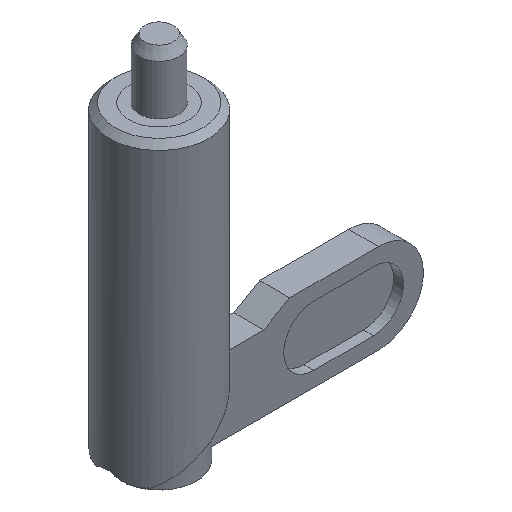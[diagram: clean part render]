
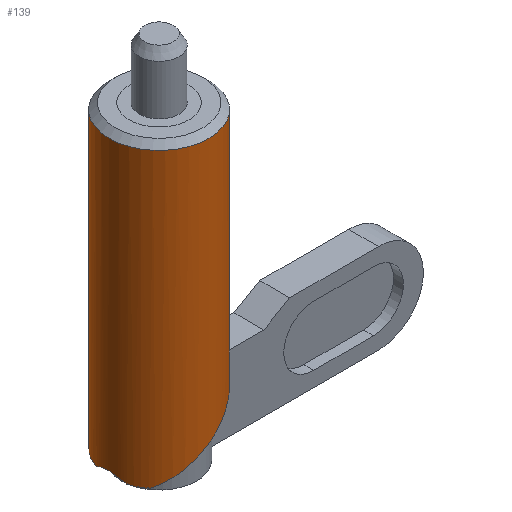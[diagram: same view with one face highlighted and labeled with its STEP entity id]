
A CAD part, isometric view. The second image highlights one B-rep face of the part: STEP entity #139.
In plain terms, the highlighted cylindrical face has radius 5 mm (diameter 10 mm), a full revolution.
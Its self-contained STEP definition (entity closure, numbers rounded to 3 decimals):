
#139 = ADVANCED_FACE( '', ( #279, #280 ), #281, .T. );
#279 = FACE_OUTER_BOUND( '', #428, .T. );
#280 = FACE_OUTER_BOUND( '', #429, .T. );
#281 = CYLINDRICAL_SURFACE( '', #430, 5. );
#428 = EDGE_LOOP( '', ( #626 ) );
#429 = EDGE_LOOP( '', ( #627, #628, #629, #630 ) );
#430 = AXIS2_PLACEMENT_3D( '', #631, #632, #633 );
#626 = ORIENTED_EDGE( '', *, *, #867, .F. );
#627 = ORIENTED_EDGE( '', *, *, #828, .T. );
#628 = ORIENTED_EDGE( '', *, *, #868, .T. );
#629 = ORIENTED_EDGE( '', *, *, #869, .T. );
#630 = ORIENTED_EDGE( '', *, *, #870, .F. );
#631 = CARTESIAN_POINT( '', ( 0., 0., 0. ) );
#632 = DIRECTION( '', ( 0., 1., 0. ) );
#633 = DIRECTION( '', ( 0., 0., -1. ) );
#828 = EDGE_CURVE( '', #952, #955, #957, .T. );
#867 = EDGE_CURVE( '', #1016, #1016, #1017, .T. );
#868 = EDGE_CURVE( '', #955, #1018, #1019, .T. );
#869 = EDGE_CURVE( '', #1018, #1020, #1021, .T. );
#870 = EDGE_CURVE( '', #952, #1020, #1022, .T. );
#952 = VERTEX_POINT( '', #1121 );
#955 = VERTEX_POINT( '', #1125 );
#957 = CIRCLE( '', #1128, 5. );
#1016 = VERTEX_POINT( '', #1228 );
#1017 = CIRCLE( '', #1229, 5. );
#1018 = VERTEX_POINT( '', #1230 );
#1019 = B_SPLINE_CURVE_WITH_KNOTS( '', 3, ( #1231, #1232, #1233, #1234, #1235, #1236, #1237, #1238, #1239, #1240 ), .UNSPECIFIED., .F., .F., ( 4, 2, 2, 2, 4 ), ( 0., 0.001, 0.002, 0.002, 0.003 ), .UNSPECIFIED. );
#1020 = VERTEX_POINT( '', #1241 );
#1021 = CIRCLE( '', #1242, 5. );
#1022 = ELLIPSE( '', #1243, 6.18, 5. );
#1121 = CARTESIAN_POINT( '', ( -4., 30., 3. ) );
#1125 = CARTESIAN_POINT( '', ( -4.77, 30., 1.5 ) );
#1128 = AXIS2_PLACEMENT_3D( '', #1349, #1350, #1351 );
#1228 = CARTESIAN_POINT( '', ( 0., 0.614, -5. ) );
#1229 = AXIS2_PLACEMENT_3D( '', #1399, #1400, #1401 );
#1230 = CARTESIAN_POINT( '', ( -4.77, 30., -1.5 ) );
#1231 = CARTESIAN_POINT( '', ( -4.77, 30., 1.5 ) );
#1232 = CARTESIAN_POINT( '', ( -4.837, 29.841, 1.287 ) );
#1233 = CARTESIAN_POINT( '', ( -4.895, 29.717, 1.054 ) );
#1234 = CARTESIAN_POINT( '', ( -4.978, 29.544, 0.54 ) );
#1235 = CARTESIAN_POINT( '', ( -5., 29.5, 0.275 ) );
#1236 = CARTESIAN_POINT( '', ( -5., 29.5, -0.274 ) );
#1237 = CARTESIAN_POINT( '', ( -4.977, 29.544, -0.542 ) );
#1238 = CARTESIAN_POINT( '', ( -4.894, 29.717, -1.054 ) );
#1239 = CARTESIAN_POINT( '', ( -4.837, 29.841, -1.287 ) );
#1240 = CARTESIAN_POINT( '', ( -4.77, 30., -1.5 ) );
#1241 = CARTESIAN_POINT( '', ( -4., 30., -3. ) );
#1242 = AXIS2_PLACEMENT_3D( '', #1402, #1403, #1404 );
#1243 = AXIS2_PLACEMENT_3D( '', #1405, #1406, #1407 );
#1349 = CARTESIAN_POINT( '', ( 0., 30., 0. ) );
#1350 = DIRECTION( '', ( 0., -1., 0. ) );
#1351 = DIRECTION( '', ( 0., 0., -1. ) );
#1399 = CARTESIAN_POINT( '', ( 0., 0.614, 0. ) );
#1400 = DIRECTION( '', ( 0., -1., 0. ) );
#1401 = DIRECTION( '', ( 0., 0., -1. ) );
#1402 = CARTESIAN_POINT( '', ( 0., 30., 0. ) );
#1403 = DIRECTION( '', ( 0., -1., 0. ) );
#1404 = DIRECTION( '', ( 0., 0., -1. ) );
#1405 = CARTESIAN_POINT( '', ( 0., 27.094, 0. ) );
#1406 = DIRECTION( '', ( 0.588, 0.809, 0. ) );
#1407 = DIRECTION( '', ( 0.809, -0.588, 0. ) );
